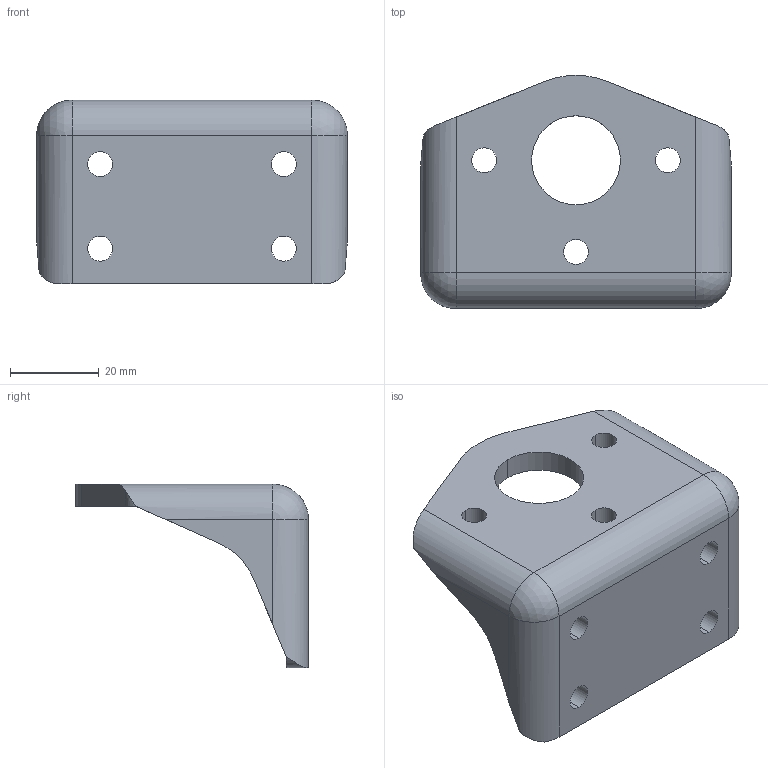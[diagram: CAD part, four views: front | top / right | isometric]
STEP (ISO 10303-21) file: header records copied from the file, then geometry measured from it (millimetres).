
FILE_DESCRIPTION (( 'STEP AP203' ), '1' );
FILE_NAME ('CH-36205.STEP', '2010-06-07T13:44:52', ( '微软用户' ), ( '微软中国' ), 'SwSTEP 2.0', 'SolidWorks 2008', '' );
FILE_SCHEMA (( 'CONFIG_CONTROL_DESIGN' ));
Length unit declared in the file: millimetre
Products named in the file (2): CH-36205; CH-36205-01 BASE_默认
Assembly tree (1 placements, depth 2):
  CH-36205
    CH-36205-01 BASE_默认
Bounding box: 69.9 x 52.4 x 41.3 mm (x, y, z)
Volume: 27189.6 mm3; surface area: 13283.3 mm2
Topology: 1 solids, 1 shells, 396 faces, 1094 edges, 722 vertices
Faces by surface type: bspline 187, plane 167, cylinder 38, sphere 4
Entity records: 20334 total; most frequent: CARTESIAN_POINT 11295, ORIENTED_EDGE 2180, DIRECTION 1196, EDGE_CURVE 1090, VERTEX_POINT 722, VECTOR 634, LINE 634, EDGE_LOOP 438
